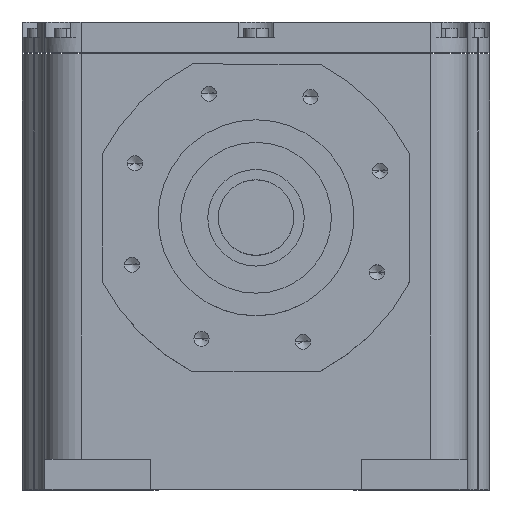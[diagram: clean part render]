
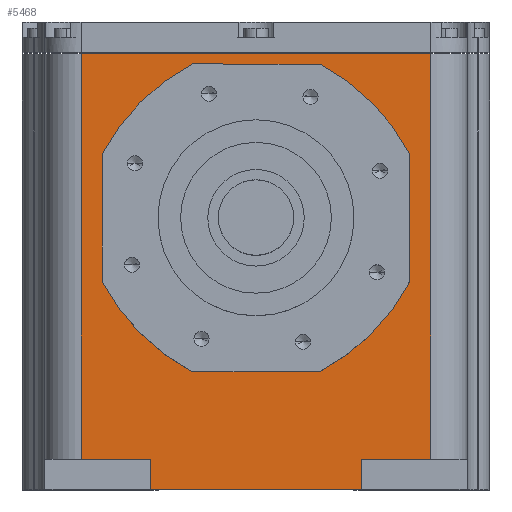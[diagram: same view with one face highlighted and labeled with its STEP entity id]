
A CAD part, top view. The second image highlights one B-rep face of the part: STEP entity #5468.
In plain terms, the highlighted planar face has unit normal (0, 0, 1).
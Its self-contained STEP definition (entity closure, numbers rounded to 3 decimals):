
#73 = CARTESIAN_POINT ( 'NONE',  ( -58., 54.5, -36. ) ) ;
#182 = EDGE_CURVE ( 'NONE', #6340, #3094, #3565, .T. ) ;
#267 = CARTESIAN_POINT ( 'NONE',  ( 20.98, -51.06, -36. ) ) ;
#330 = ORIENTED_EDGE ( 'NONE', *, *, #2238, .T. ) ;
#348 = VERTEX_POINT ( 'NONE', #2051 ) ;
#390 = VECTOR ( 'NONE', #4813, 1000. ) ;
#411 = VECTOR ( 'NONE', #6018, 1000. ) ;
#450 = CARTESIAN_POINT ( 'NONE',  ( 35., -80., -36. ) ) ;
#451 = VERTEX_POINT ( 'NONE', #2643 ) ;
#522 = EDGE_CURVE ( 'NONE', #4046, #6340, #6327, .T. ) ;
#646 = LINE ( 'NONE', #6064, #4473 ) ;
#647 = EDGE_CURVE ( 'NONE', #4908, #348, #1616, .T. ) ;
#704 = DIRECTION ( 'NONE',  ( 0., 1., 0. ) ) ;
#731 = ORIENTED_EDGE ( 'NONE', *, *, #8053, .T. ) ;
#758 = DIRECTION ( 'NONE',  ( 0., 0., -1. ) ) ;
#821 = AXIS2_PLACEMENT_3D ( 'NONE', #1506, #758, #5062 ) ;
#840 = LINE ( 'NONE', #8427, #390 ) ;
#880 = EDGE_CURVE ( 'NONE', #5595, #4046, #8216, .T. ) ;
#883 = CARTESIAN_POINT ( 'NONE',  ( -11.569, -11.504, -36. ) ) ;
#907 = ORIENTED_EDGE ( 'NONE', *, *, #4411, .F. ) ;
#935 = ORIENTED_EDGE ( 'NONE', *, *, #3731, .T. ) ;
#1020 = DIRECTION ( 'NONE',  ( 1., -0.003, 0. ) ) ;
#1026 = DIRECTION ( 'NONE',  ( 0.003, 1., 0. ) ) ;
#1316 = EDGE_LOOP ( 'NONE', ( #7102, #330, #5215, #3554, #7782, #9274, #6241, #7279 ) ) ;
#1329 = VECTOR ( 'NONE', #3092, 1000. ) ;
#1375 = CARTESIAN_POINT ( 'NONE',  ( 58., 54.5, -36. ) ) ;
#1401 = CARTESIAN_POINT ( 'NONE',  ( 51.06, 20.98, -36. ) ) ;
#1481 = DIRECTION ( 'NONE',  ( 0., 0., -1. ) ) ;
#1506 = CARTESIAN_POINT ( 'NONE',  ( 11.569, 11.504, -36. ) ) ;
#1616 = CIRCLE ( 'NONE', #8346, 70.552 ) ;
#1627 = DIRECTION ( 'NONE',  ( 1., 0., 0. ) ) ;
#1684 = LINE ( 'NONE', #2913, #5258 ) ;
#2051 = CARTESIAN_POINT ( 'NONE',  ( 51.06, 20.98, -36. ) ) ;
#2138 = LINE ( 'NONE', #8909, #7601 ) ;
#2165 = VECTOR ( 'NONE', #5730, 1000. ) ;
#2238 = EDGE_CURVE ( 'NONE', #348, #5595, #4183, .T. ) ;
#2360 = CARTESIAN_POINT ( 'NONE',  ( 35., -90., -36. ) ) ;
#2361 = LINE ( 'NONE', #2431, #411 ) ;
#2431 = CARTESIAN_POINT ( 'NONE',  ( -70., -90., -36. ) ) ;
#2643 = CARTESIAN_POINT ( 'NONE',  ( -50.94, 21.269, -36. ) ) ;
#2821 = ORIENTED_EDGE ( 'NONE', *, *, #6826, .T. ) ;
#2822 = CIRCLE ( 'NONE', #9044, 70.552 ) ;
#2913 = CARTESIAN_POINT ( 'NONE',  ( 58., 54.5, -36. ) ) ;
#3021 = CARTESIAN_POINT ( 'NONE',  ( -58., -80., -36. ) ) ;
#3054 = VECTOR ( 'NONE', #8433, 1000. ) ;
#3092 = DIRECTION ( 'NONE',  ( 0., -1., 0. ) ) ;
#3094 = VERTEX_POINT ( 'NONE', #6912 ) ;
#3267 = LINE ( 'NONE', #7693, #3054 ) ;
#3387 = CARTESIAN_POINT ( 'NONE',  ( 0., 0., -36. ) ) ;
#3450 = PLANE ( 'NONE',  #3808 ) ;
#3554 = ORIENTED_EDGE ( 'NONE', *, *, #522, .T. ) ;
#3565 = CIRCLE ( 'NONE', #821, 70.552 ) ;
#3619 = FACE_OUTER_BOUND ( 'NONE', #3842, .T. ) ;
#3622 = CARTESIAN_POINT ( 'NONE',  ( 50.94, -21.269, -36. ) ) ;
#3713 = EDGE_CURVE ( 'NONE', #7144, #8294, #7390, .T. ) ;
#3731 = EDGE_CURVE ( 'NONE', #3870, #8139, #1684, .T. ) ;
#3808 = AXIS2_PLACEMENT_3D ( 'NONE', #3387, #8444, #4167 ) ;
#3842 = EDGE_LOOP ( 'NONE', ( #2821, #731, #7008, #4915, #7788, #907, #9213, #935 ) ) ;
#3870 = VERTEX_POINT ( 'NONE', #8895 ) ;
#3899 = CARTESIAN_POINT ( 'NONE',  ( 35., -80., -36. ) ) ;
#4046 = VERTEX_POINT ( 'NONE', #4771 ) ;
#4074 = LINE ( 'NONE', #4988, #2165 ) ;
#4167 = DIRECTION ( 'NONE',  ( 1., 0., 0. ) ) ;
#4183 = LINE ( 'NONE', #1401, #7509 ) ;
#4288 = DIRECTION ( 'NONE',  ( 0., 0., -1. ) ) ;
#4352 = VERTEX_POINT ( 'NONE', #73 ) ;
#4411 = EDGE_CURVE ( 'NONE', #7537, #6996, #5132, .T. ) ;
#4426 = VECTOR ( 'NONE', #4543, 1000. ) ;
#4473 = VECTOR ( 'NONE', #1026, 1000. ) ;
#4474 = CARTESIAN_POINT ( 'NONE',  ( 35., -90., -36. ) ) ;
#4527 = EDGE_CURVE ( 'NONE', #3870, #7537, #8059, .T. ) ;
#4543 = DIRECTION ( 'NONE',  ( -1., 0.003, 0. ) ) ;
#4545 = EDGE_CURVE ( 'NONE', #3094, #451, #646, .T. ) ;
#4620 = DIRECTION ( 'NONE',  ( -1., 0., 0. ) ) ;
#4680 = CARTESIAN_POINT ( 'NONE',  ( -35., -90., -36. ) ) ;
#4771 = CARTESIAN_POINT ( 'NONE',  ( 20.98, -51.06, -36. ) ) ;
#4813 = DIRECTION ( 'NONE',  ( -1., 0., 0. ) ) ;
#4908 = VERTEX_POINT ( 'NONE', #8383 ) ;
#4915 = ORIENTED_EDGE ( 'NONE', *, *, #3713, .F. ) ;
#4988 = CARTESIAN_POINT ( 'NONE',  ( 0., 54.5, -36. ) ) ;
#5062 = DIRECTION ( 'NONE',  ( 1., 0., 0. ) ) ;
#5132 = LINE ( 'NONE', #4474, #1329 ) ;
#5215 = ORIENTED_EDGE ( 'NONE', *, *, #880, .T. ) ;
#5223 = EDGE_CURVE ( 'NONE', #6996, #7144, #2361, .T. ) ;
#5258 = VECTOR ( 'NONE', #6455, 1000. ) ;
#5266 = EDGE_CURVE ( 'NONE', #6586, #4908, #2138, .T. ) ;
#5468 = ADVANCED_FACE ( 'NONE', ( #6263, #3619 ), #3450, .T. ) ;
#5595 = VERTEX_POINT ( 'NONE', #3622 ) ;
#5630 = EDGE_CURVE ( 'NONE', #451, #6586, #2822, .T. ) ;
#5730 = DIRECTION ( 'NONE',  ( -1., 0., 0. ) ) ;
#5733 = CARTESIAN_POINT ( 'NONE',  ( -35., -90., -36. ) ) ;
#5771 = CARTESIAN_POINT ( 'NONE',  ( 11.504, -11.569, -36. ) ) ;
#5793 = CARTESIAN_POINT ( 'NONE',  ( -11.504, 11.569, -36. ) ) ;
#5911 = DIRECTION ( 'NONE',  ( 0., 0., -1. ) ) ;
#6018 = DIRECTION ( 'NONE',  ( -1., 0., 0. ) ) ;
#6064 = CARTESIAN_POINT ( 'NONE',  ( -51.06, -20.98, -36. ) ) ;
#6139 = VECTOR ( 'NONE', #4620, 1000. ) ;
#6241 = ORIENTED_EDGE ( 'NONE', *, *, #5630, .T. ) ;
#6263 = FACE_BOUND ( 'NONE', #1316, .T. ) ;
#6327 = LINE ( 'NONE', #267, #4426 ) ;
#6340 = VERTEX_POINT ( 'NONE', #7274 ) ;
#6455 = DIRECTION ( 'NONE',  ( 0., 1., 0. ) ) ;
#6586 = VERTEX_POINT ( 'NONE', #6875 ) ;
#6624 = DIRECTION ( 'NONE',  ( 1., 0., 0. ) ) ;
#6826 = EDGE_CURVE ( 'NONE', #8139, #4352, #4074, .T. ) ;
#6875 = CARTESIAN_POINT ( 'NONE',  ( -20.98, 51.06, -36. ) ) ;
#6912 = CARTESIAN_POINT ( 'NONE',  ( -51.06, -20.98, -36. ) ) ;
#6996 = VERTEX_POINT ( 'NONE', #2360 ) ;
#7008 = ORIENTED_EDGE ( 'NONE', *, *, #9138, .F. ) ;
#7039 = DIRECTION ( 'NONE',  ( 1., 0., 0. ) ) ;
#7102 = ORIENTED_EDGE ( 'NONE', *, *, #647, .T. ) ;
#7131 = DIRECTION ( 'NONE',  ( -0.003, -1., 0. ) ) ;
#7144 = VERTEX_POINT ( 'NONE', #4680 ) ;
#7256 = CARTESIAN_POINT ( 'NONE',  ( -35., -80., -36. ) ) ;
#7274 = CARTESIAN_POINT ( 'NONE',  ( -21.269, -50.94, -36. ) ) ;
#7279 = ORIENTED_EDGE ( 'NONE', *, *, #5266, .T. ) ;
#7390 = LINE ( 'NONE', #5733, #9077 ) ;
#7509 = VECTOR ( 'NONE', #7131, 1000. ) ;
#7537 = VERTEX_POINT ( 'NONE', #450 ) ;
#7601 = VECTOR ( 'NONE', #1020, 1000. ) ;
#7693 = CARTESIAN_POINT ( 'NONE',  ( -58., -80., -36. ) ) ;
#7710 = VERTEX_POINT ( 'NONE', #3021 ) ;
#7782 = ORIENTED_EDGE ( 'NONE', *, *, #182, .T. ) ;
#7788 = ORIENTED_EDGE ( 'NONE', *, *, #5223, .F. ) ;
#8053 = EDGE_CURVE ( 'NONE', #4352, #7710, #3267, .T. ) ;
#8059 = LINE ( 'NONE', #3899, #6139 ) ;
#8139 = VERTEX_POINT ( 'NONE', #1375 ) ;
#8172 = AXIS2_PLACEMENT_3D ( 'NONE', #5793, #4288, #7039 ) ;
#8216 = CIRCLE ( 'NONE', #8172, 70.552 ) ;
#8294 = VERTEX_POINT ( 'NONE', #7256 ) ;
#8346 = AXIS2_PLACEMENT_3D ( 'NONE', #883, #5911, #1627 ) ;
#8383 = CARTESIAN_POINT ( 'NONE',  ( 21.269, 50.94, -36. ) ) ;
#8427 = CARTESIAN_POINT ( 'NONE',  ( -35., -80., -36. ) ) ;
#8433 = DIRECTION ( 'NONE',  ( 0., -1., 0. ) ) ;
#8444 = DIRECTION ( 'NONE',  ( 0., 0., 1. ) ) ;
#8895 = CARTESIAN_POINT ( 'NONE',  ( 58., -80., -36. ) ) ;
#8909 = CARTESIAN_POINT ( 'NONE',  ( -20.98, 51.06, -36. ) ) ;
#9044 = AXIS2_PLACEMENT_3D ( 'NONE', #5771, #1481, #6624 ) ;
#9077 = VECTOR ( 'NONE', #704, 1000. ) ;
#9138 = EDGE_CURVE ( 'NONE', #8294, #7710, #840, .T. ) ;
#9213 = ORIENTED_EDGE ( 'NONE', *, *, #4527, .F. ) ;
#9274 = ORIENTED_EDGE ( 'NONE', *, *, #4545, .T. ) ;
